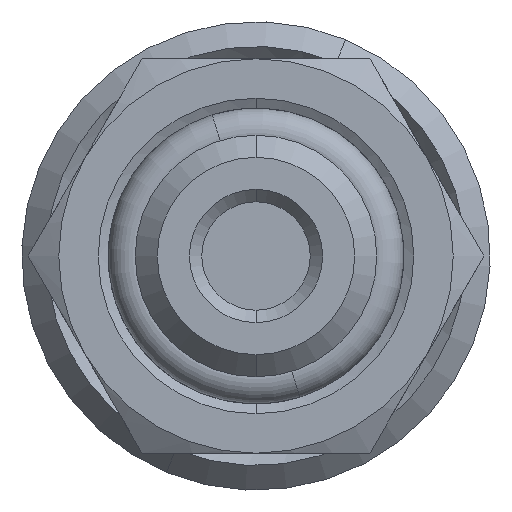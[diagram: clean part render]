
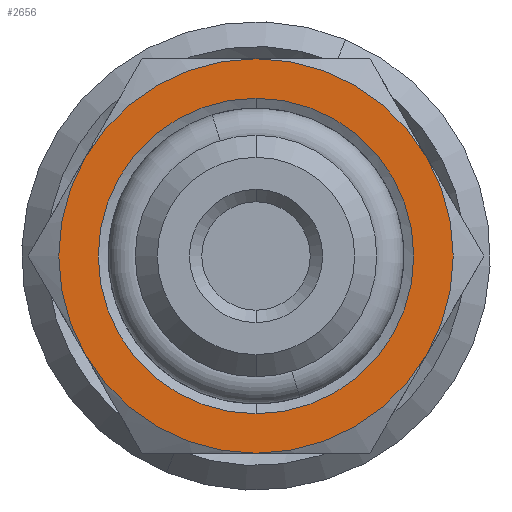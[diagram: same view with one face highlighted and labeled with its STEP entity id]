
A CAD part, front view. The second image highlights one B-rep face of the part: STEP entity #2656.
In plain terms, the highlighted planar face has unit normal (0, -1, 0).
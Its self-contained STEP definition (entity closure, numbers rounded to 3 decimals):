
#150 = CIRCLE ( 'NONE', #2367, 4. ) ;
#153 = CIRCLE ( 'NONE', #2370, 3.2 ) ;
#193 = CIRCLE ( 'NONE', #2384, 3.2 ) ;
#194 = CIRCLE ( 'NONE', #2385, 4. ) ;
#443 = DIRECTION ( 'NONE',  ( 0., -1., 0. ) ) ;
#444 = CARTESIAN_POINT ( 'NONE',  ( 3.2, 4., 0. ) ) ;
#446 = PLANE ( 'NONE',  #2167 ) ;
#448 = DIRECTION ( 'NONE',  ( 0., 0., -1. ) ) ;
#500 = EDGE_CURVE ( 'NONE', #1055, #1054, #150, .T. ) ;
#505 = EDGE_CURVE ( 'NONE', #1056, #1066, #153, .T. ) ;
#925 = DIRECTION ( 'NONE',  ( 0., 0., -1. ) ) ;
#1054 = VERTEX_POINT ( 'NONE', #1997 ) ;
#1055 = VERTEX_POINT ( 'NONE', #1998 ) ;
#1056 = VERTEX_POINT ( 'NONE', #1999 ) ;
#1066 = VERTEX_POINT ( 'NONE', #2009 ) ;
#1316 = EDGE_CURVE ( 'NONE', #1066, #1056, #193, .T. ) ;
#1317 = EDGE_CURVE ( 'NONE', #1054, #1055, #194, .T. ) ;
#1438 = EDGE_LOOP ( 'NONE', ( #1672, #1673 ) ) ;
#1457 = EDGE_LOOP ( 'NONE', ( #1674, #1675 ) ) ;
#1672 = ORIENTED_EDGE ( 'NONE', *, *, #500, .T. ) ;
#1673 = ORIENTED_EDGE ( 'NONE', *, *, #1317, .T. ) ;
#1674 = ORIENTED_EDGE ( 'NONE', *, *, #1316, .F. ) ;
#1675 = ORIENTED_EDGE ( 'NONE', *, *, #505, .F. ) ;
#1997 = CARTESIAN_POINT ( 'NONE',  ( 0., 4., 4. ) ) ;
#1998 = CARTESIAN_POINT ( 'NONE',  ( 0., 4., -4. ) ) ;
#1999 = CARTESIAN_POINT ( 'NONE',  ( 0., 4., 3.2 ) ) ;
#2009 = CARTESIAN_POINT ( 'NONE',  ( 0., 4., -3.2 ) ) ;
#2048 = CARTESIAN_POINT ( 'NONE',  ( 0., 4., 0. ) ) ;
#2049 = DIRECTION ( 'NONE',  ( 0., -1., 0. ) ) ;
#2050 = DIRECTION ( 'NONE',  ( 0., 0., -1. ) ) ;
#2051 = CARTESIAN_POINT ( 'NONE',  ( 0., 4., 0. ) ) ;
#2052 = DIRECTION ( 'NONE',  ( 0., -1., 0. ) ) ;
#2167 = AXIS2_PLACEMENT_3D ( 'NONE', #444, #443, #448 ) ;
#2271 = CARTESIAN_POINT ( 'NONE',  ( 0., 4., 0. ) ) ;
#2272 = DIRECTION ( 'NONE',  ( 0., -1., 0. ) ) ;
#2273 = DIRECTION ( 'NONE',  ( 0., 0., -1. ) ) ;
#2284 = CARTESIAN_POINT ( 'NONE',  ( 0., 4., 0. ) ) ;
#2285 = DIRECTION ( 'NONE',  ( 0., -1., 0. ) ) ;
#2286 = DIRECTION ( 'NONE',  ( 0., 0., -1. ) ) ;
#2367 = AXIS2_PLACEMENT_3D ( 'NONE', #2271, #2272, #2273 ) ;
#2370 = AXIS2_PLACEMENT_3D ( 'NONE', #2284, #2285, #2286 ) ;
#2384 = AXIS2_PLACEMENT_3D ( 'NONE', #2048, #2049, #2050 ) ;
#2385 = AXIS2_PLACEMENT_3D ( 'NONE', #2051, #2052, #925 ) ;
#2656 = ADVANCED_FACE ( 'NONE', ( #2763, #2768 ), #446, .T. ) ;
#2763 = FACE_OUTER_BOUND ( 'NONE', #1438, .T. ) ;
#2768 = FACE_BOUND ( 'NONE', #1457, .T. ) ;
